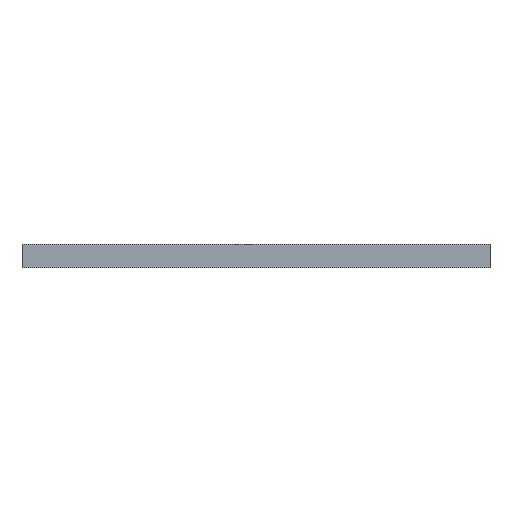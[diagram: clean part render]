
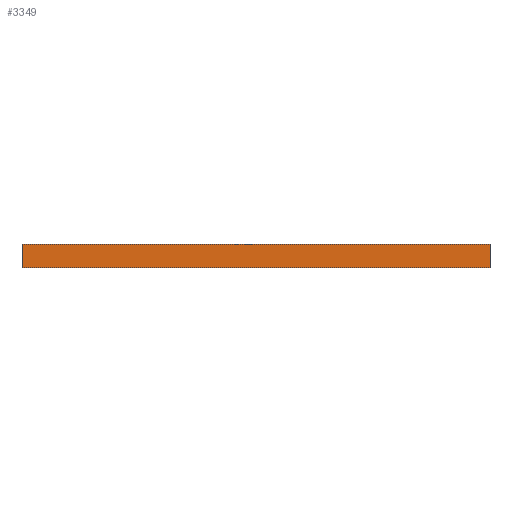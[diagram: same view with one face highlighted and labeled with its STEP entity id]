
A CAD part, front view. The second image highlights one B-rep face of the part: STEP entity #3349.
In plain terms, the highlighted planar face has unit normal (0, -1, 0).
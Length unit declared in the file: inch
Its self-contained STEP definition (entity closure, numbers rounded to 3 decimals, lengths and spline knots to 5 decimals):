
#72 = ORIENTED_EDGE ( 'NONE', *, *, #455, .F. ) ;
#132 = ORIENTED_EDGE ( 'NONE', *, *, #1713, .T. ) ;
#398 = VERTEX_POINT ( 'NONE', #2005 ) ;
#407 = CARTESIAN_POINT ( 'NONE',  ( -0.59055, -0.59055, 0.01969 ) ) ;
#415 = CARTESIAN_POINT ( 'NONE',  ( 0.59055, -0.59055, 0. ) ) ;
#428 = DIRECTION ( 'NONE',  ( 0., 0., 1. ) ) ;
#455 = EDGE_CURVE ( 'NONE', #821, #398, #1944, .T. ) ;
#515 = LINE ( 'NONE', #2608, #1626 ) ;
#659 = DIRECTION ( 'NONE',  ( 0., 0., 1. ) ) ;
#732 = DIRECTION ( 'NONE',  ( 0., -1., 0. ) ) ;
#792 = EDGE_CURVE ( 'NONE', #3021, #821, #1339, .T. ) ;
#821 = VERTEX_POINT ( 'NONE', #407 ) ;
#947 = DIRECTION ( 'NONE',  ( 1., 0., 0. ) ) ;
#1016 = DIRECTION ( 'NONE',  ( 1., 0., 0. ) ) ;
#1259 = ORIENTED_EDGE ( 'NONE', *, *, #792, .F. ) ;
#1339 = LINE ( 'NONE', #1769, #2464 ) ;
#1396 = VERTEX_POINT ( 'NONE', #1543 ) ;
#1411 = CARTESIAN_POINT ( 'NONE',  ( -0.59055, -0.59055, -0.03937 ) ) ;
#1543 = CARTESIAN_POINT ( 'NONE',  ( 0.59055, -0.59055, -0.03937 ) ) ;
#1626 = VECTOR ( 'NONE', #947, 39.37008 ) ;
#1671 = DIRECTION ( 'NONE',  ( 1., 0., 0. ) ) ;
#1713 = EDGE_CURVE ( 'NONE', #3021, #1396, #515, .T. ) ;
#1734 = EDGE_CURVE ( 'NONE', #1396, #398, #3374, .T. ) ;
#1769 = CARTESIAN_POINT ( 'NONE',  ( -0.59055, -0.59055, 0. ) ) ;
#1944 = LINE ( 'NONE', #2808, #2162 ) ;
#2005 = CARTESIAN_POINT ( 'NONE',  ( 0.59055, -0.59055, 0.01969 ) ) ;
#2115 = CARTESIAN_POINT ( 'NONE',  ( -0.59055, -0.59055, 0. ) ) ;
#2162 = VECTOR ( 'NONE', #1671, 39.37008 ) ;
#2464 = VECTOR ( 'NONE', #659, 39.37008 ) ;
#2608 = CARTESIAN_POINT ( 'NONE',  ( -0.59055, -0.59055, -0.03937 ) ) ;
#2756 = FACE_OUTER_BOUND ( 'NONE', #3193, .T. ) ;
#2808 = CARTESIAN_POINT ( 'NONE',  ( -0.59055, -0.59055, 0.01969 ) ) ;
#2833 = ORIENTED_EDGE ( 'NONE', *, *, #1734, .T. ) ;
#3021 = VERTEX_POINT ( 'NONE', #1411 ) ;
#3126 = AXIS2_PLACEMENT_3D ( 'NONE', #2115, #732, #1016 ) ;
#3193 = EDGE_LOOP ( 'NONE', ( #1259, #132, #2833, #72 ) ) ;
#3328 = VECTOR ( 'NONE', #428, 39.37008 ) ;
#3349 = ADVANCED_FACE ( 'NONE', ( #2756 ), #3476, .T. ) ;
#3374 = LINE ( 'NONE', #415, #3328 ) ;
#3476 = PLANE ( 'NONE',  #3126 ) ;
